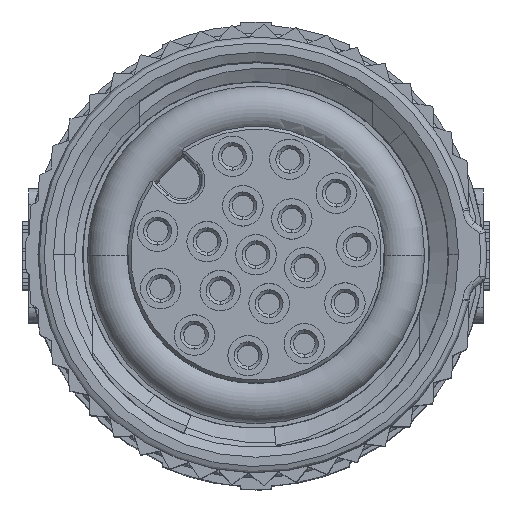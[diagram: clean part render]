
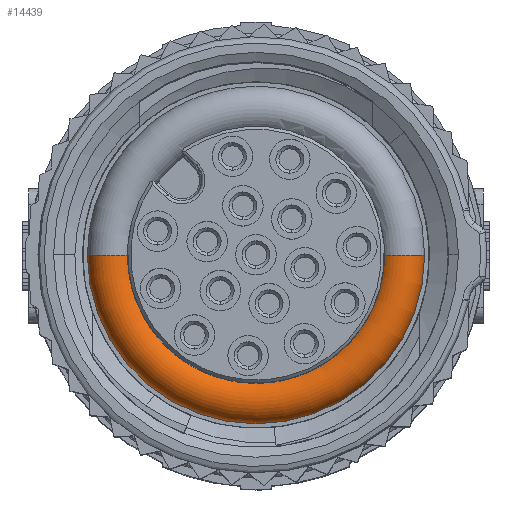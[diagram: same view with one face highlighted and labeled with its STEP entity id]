
A CAD part, top view. The second image highlights one B-rep face of the part: STEP entity #14439.
In plain terms, the highlighted toroidal (fillet/blend) face has major radius 4.665 mm and minor radius 0.75 mm.
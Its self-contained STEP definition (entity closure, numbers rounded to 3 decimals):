
#459=CARTESIAN_POINT('',(0.,0.,1.252));
#460=DIRECTION('',(0.,0.,1.));
#461=DIRECTION('',(-1.,0.,0.));
#462=AXIS2_PLACEMENT_3D('',#459,#460,#461);
#464=CARTESIAN_POINT('',(0.,0.,0.1));
#465=DIRECTION('',(0.,0.,-1.));
#466=DIRECTION('',(1.,0.,0.));
#467=AXIS2_PLACEMENT_3D('',#464,#465,#466);
#469=CARTESIAN_POINT('',(-4.665,0.,0.732));
#470=DIRECTION('',(0.,1.,0.));
#471=DIRECTION('',(-0.538,0.,-0.843));
#472=AXIS2_PLACEMENT_3D('',#469,#470,#471);
#474=CARTESIAN_POINT('',(4.665,0.,0.732));
#475=DIRECTION('',(0.,1.,0.));
#476=DIRECTION('',(-0.72,0.,0.694));
#477=AXIS2_PLACEMENT_3D('',#474,#475,#476);
#11929=CARTESIAN_POINT('',(-4.125,0.,1.252));
#11931=VERTEX_POINT('',#11929);
#11932=CARTESIAN_POINT('',(4.125,0.,1.252));
#11934=VERTEX_POINT('',#11932);
#12763=CARTESIAN_POINT('',(-5.069,0.,0.1));
#12764=CARTESIAN_POINT('',(5.069,0.,0.1));
#12765=VERTEX_POINT('',#12763);
#12766=VERTEX_POINT('',#12764);
#14427=CARTESIAN_POINT('',(0.,0.,0.732));
#14428=DIRECTION('',(0.,0.,-1.));
#14429=DIRECTION('',(1.,0.,0.));
#14430=AXIS2_PLACEMENT_3D('',#14427,#14428,#14429);
#14431=TOROIDAL_SURFACE('',#14430,4.665,0.75);
#14433=ORIENTED_EDGE('',*,*,#14432,.T.);
#14434=ORIENTED_EDGE('',*,*,#14222,.T.);
#14435=ORIENTED_EDGE('',*,*,#14422,.T.);
#14436=ORIENTED_EDGE('',*,*,#14226,.T.);
#14437=EDGE_LOOP('',(#14433,#14434,#14435,#14436));
#14438=FACE_OUTER_BOUND('',#14437,.F.);
#463=CIRCLE('',#462,4.125);
#468=CIRCLE('',#467,5.069);
#473=CIRCLE('',#472,0.75);
#478=CIRCLE('',#477,0.75);
#14222=EDGE_CURVE('',#12765,#11931,#473,.T.);
#14226=EDGE_CURVE('',#11934,#12766,#478,.T.);
#14422=EDGE_CURVE('',#11931,#11934,#463,.T.);
#14432=EDGE_CURVE('',#12766,#12765,#468,.T.);
#14439=ADVANCED_FACE('',(#14438),#14431,.T.);
